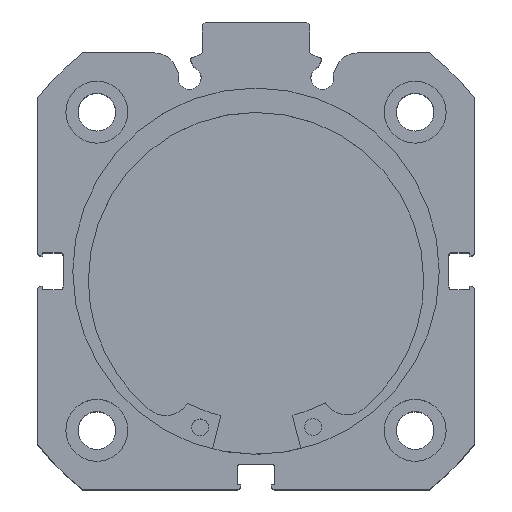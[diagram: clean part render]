
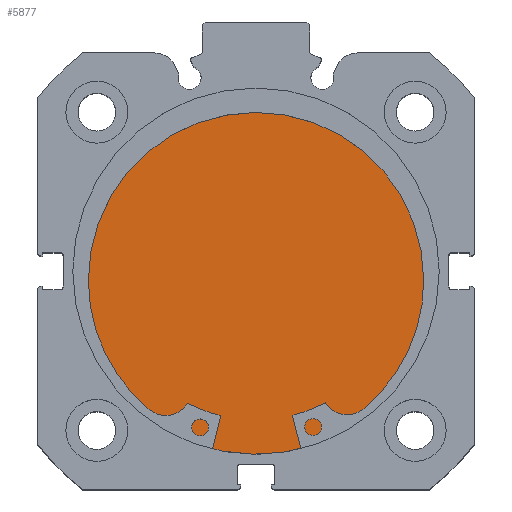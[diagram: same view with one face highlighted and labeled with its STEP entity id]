
A CAD part, top view. The second image highlights one B-rep face of the part: STEP entity #5877.
In plain terms, the highlighted face is planar.
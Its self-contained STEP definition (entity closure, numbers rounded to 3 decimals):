
#148 = CARTESIAN_POINT ( 'NONE',  ( 9.5, 0., 32.5 ) ) ;
#1701 = EDGE_CURVE ( 'NONE', #4378, #4235, #3188, .T. ) ;
#1728 = EDGE_CURVE ( 'NONE', #4235, #4378, #3226, .T. ) ;
#2150 = AXIS2_PLACEMENT_3D ( 'NONE', #5013, #5025, #5026 ) ;
#2408 = AXIS2_PLACEMENT_3D ( 'NONE', #4268, #4308, #4304 ) ;
#2422 = AXIS2_PLACEMENT_3D ( 'NONE', #4574, #4787, #4770 ) ;
#3001 = EDGE_LOOP ( 'NONE', ( #3884, #3801 ) ) ;
#3188 = CIRCLE ( 'NONE', #2422, 32.5 ) ;
#3226 = CIRCLE ( 'NONE', #2408, 32.5 ) ;
#3801 = ORIENTED_EDGE ( 'NONE', *, *, #1701, .F. ) ;
#3884 = ORIENTED_EDGE ( 'NONE', *, *, #1728, .F. ) ;
#4235 = VERTEX_POINT ( 'NONE', #148 ) ;
#4268 = CARTESIAN_POINT ( 'NONE',  ( 9.5, 0., 0. ) ) ;
#4304 = DIRECTION ( 'NONE',  ( 0., 0., 1. ) ) ;
#4308 = DIRECTION ( 'NONE',  ( -1., 0., 0. ) ) ;
#4378 = VERTEX_POINT ( 'NONE', #4664 ) ;
#4574 = CARTESIAN_POINT ( 'NONE',  ( 9.5, 0., 0. ) ) ;
#4664 = CARTESIAN_POINT ( 'NONE',  ( 9.5, 0., -32.5 ) ) ;
#4770 = DIRECTION ( 'NONE',  ( 0., 0., 1. ) ) ;
#4787 = DIRECTION ( 'NONE',  ( -1., 0., 0. ) ) ;
#5013 = CARTESIAN_POINT ( 'NONE',  ( 9.5, 32.5, 0. ) ) ;
#5018 = PLANE ( 'NONE',  #2150 ) ;
#5025 = DIRECTION ( 'NONE',  ( -1., 0., 0. ) ) ;
#5026 = DIRECTION ( 'NONE',  ( 0., 0., 1. ) ) ;
#5877 = ADVANCED_FACE ( 'NONE', ( #6226 ), #5018, .F. ) ;
#6226 = FACE_OUTER_BOUND ( 'NONE', #3001, .T. ) ;
